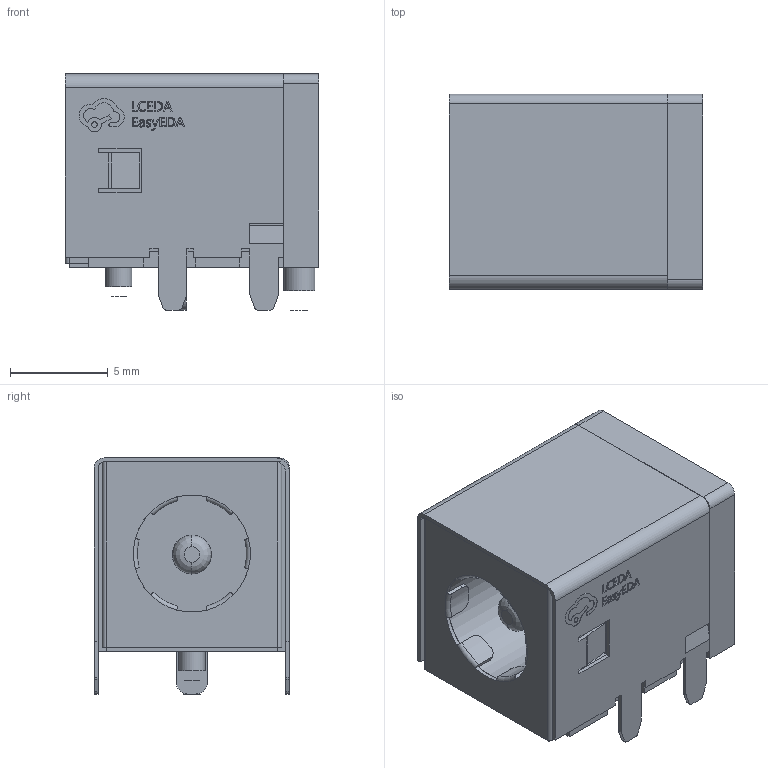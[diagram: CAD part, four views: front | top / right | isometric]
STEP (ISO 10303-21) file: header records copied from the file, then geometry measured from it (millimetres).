
FILE_DESCRIPTION(/* description */ (''),/* implementation_level */ '2;1');
FILE_NAME(/* name */ 'DC-IN-TH_DC-091-A200.step',/* time_stamp */ '2023-06-11T13:05:38+08:00',/* author */ (''),/* organization */ (''),/* preprocessor_version */ 'ST-DEVELOPER v19.2',/* originating_system */ 'Autodesk Translation Framework v12.6.0.85',/* authorisation */ '');
FILE_SCHEMA (('AUTOMOTIVE_DESIGN { 1 0 10303 214 3 1 1 }'));
Length unit declared in the file: millimetre
Products named in the file (4): (未保存); DC1; DC-IN-TH_DC-091-A200; COMPOUND (1)
Assembly tree (3 placements, depth 4):
  (未保存)
    DC1
      DC-IN-TH_DC-091-A200
        COMPOUND (1)
Bounding box: 13 x 10.01 x 12.1 mm (x, y, z)
Volume: 999.9 mm3; surface area: 1898.7 mm2
Topology: 3 solids, 3 shells, 569 faces, 1533 edges, 1004 vertices
Faces by surface type: plane 381, bspline 114, cylinder 65, torus 7, cone 2
Full cylindrical faces by diameter (mm): 1.35 x1, 1.6 x2, 2 x1, 6 x1
Entity records: 19857 total; most frequent: CARTESIAN_POINT 5353, ORIENTED_EDGE 3066, DIRECTION 2509, EDGE_CURVE 1533, LINE 1149, VECTOR 1149, VERTEX_POINT 1004, AXIS2_PLACEMENT_3D 680
